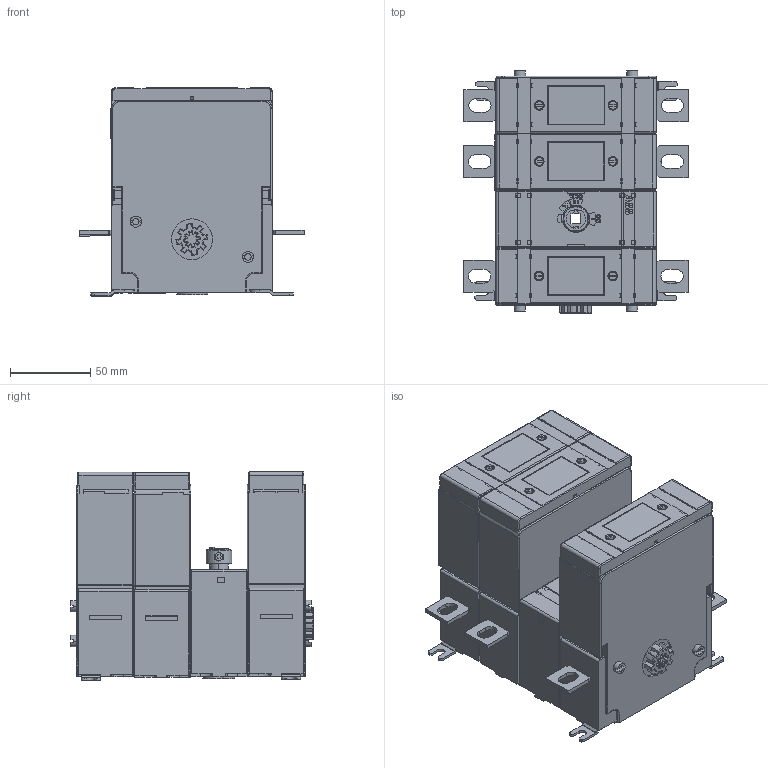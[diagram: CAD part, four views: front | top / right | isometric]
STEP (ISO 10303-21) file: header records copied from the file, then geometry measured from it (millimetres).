
FILE_DESCRIPTION((''),'2;1');
FILE_NAME('OS160GD21_ASM_A_1_SW0002','2024-07-19T12:51:07',('FIRARAN'),(''),'CREO PARAMETRIC BY PTC INC, 2022364','CREO PARAMETRIC BY PTC INC, 2022364','');
FILE_SCHEMA(('AUTOMOTIVE_DESIGN { 1 0 10303 214 1 1 1 1 }'));
Products named in the file (1): OS160GD21_ASM_A_1_SW0002
Bounding box: 140.13 x 151.35 x 130.01 mm (x, y, z)
Volume: 1526884.8 mm3; surface area: 177294 mm2
Topology: 1 solids, 2 shells, 2765 faces, 7664 edges, 4998 vertices
Faces by surface type: plane 1646, cylinder 569, extrusion 339, torus 80, cone 70, bspline 37, sphere 24
Entity records: 121860 total; most frequent: CARTESIAN_POINT 31416, ORIENTED_EDGE 15324, DIRECTION 12867, EDGE_CURVE 7662, VECTOR 5640, LINE 5301, VERTEX_POINT 4998, AXIS2_PLACEMENT_3D 3612
